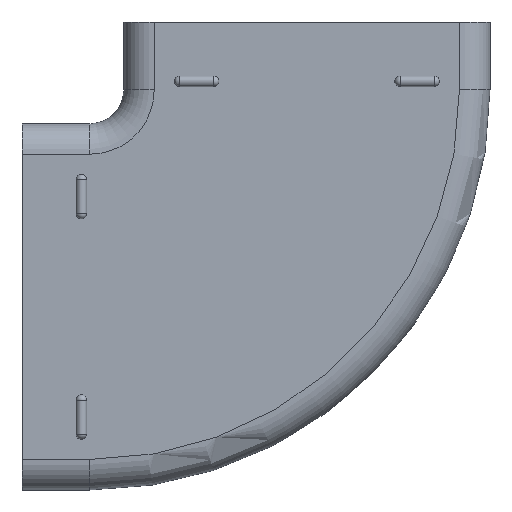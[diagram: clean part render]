
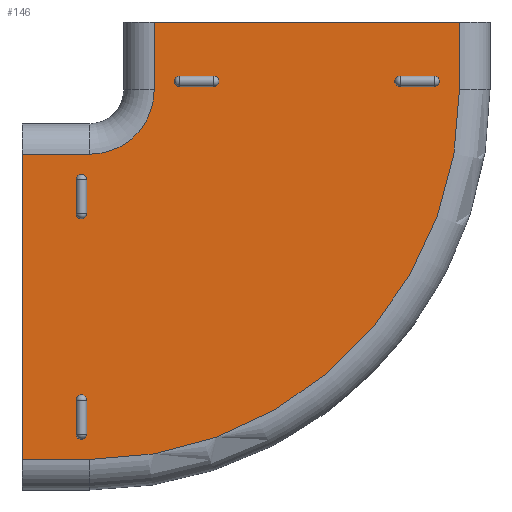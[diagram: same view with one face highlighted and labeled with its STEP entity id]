
A CAD part, front view. The second image highlights one B-rep face of the part: STEP entity #146.
In plain terms, the highlighted planar face has unit normal (0, -1, 0).
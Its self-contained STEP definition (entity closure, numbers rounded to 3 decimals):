
#146=ADVANCED_FACE('',(#333,#334,#335,#336,#337),#338,.T.);
#333=FACE_BOUND('',#635,.T.);
#334=FACE_BOUND('',#636,.T.);
#335=FACE_OUTER_BOUND('',#637,.T.);
#336=FACE_BOUND('',#638,.T.);
#337=FACE_BOUND('',#639,.T.);
#338=PLANE('',#640);
#635=EDGE_LOOP('',(#1335,#1336,#1337,#1338));
#636=EDGE_LOOP('',(#1339,#1340,#1341,#1342));
#637=EDGE_LOOP('',(#1343,#1344,#1345,#1346,#1347,#1348,#1349,#1350));
#638=EDGE_LOOP('',(#1351,#1352,#1353,#1354));
#639=EDGE_LOOP('',(#1355,#1356,#1357,#1358));
#640=AXIS2_PLACEMENT_3D('',#1359,#1360,#1361);
#1335=ORIENTED_EDGE('',*,*,#2008,.F.);
#1336=ORIENTED_EDGE('',*,*,#2010,.F.);
#1337=ORIENTED_EDGE('',*,*,#2012,.F.);
#1338=ORIENTED_EDGE('',*,*,#2005,.F.);
#1339=ORIENTED_EDGE('',*,*,#1992,.F.);
#1340=ORIENTED_EDGE('',*,*,#1994,.F.);
#1341=ORIENTED_EDGE('',*,*,#1996,.F.);
#1342=ORIENTED_EDGE('',*,*,#1989,.F.);
#1343=ORIENTED_EDGE('',*,*,#2075,.F.);
#1344=ORIENTED_EDGE('',*,*,#1917,.F.);
#1345=ORIENTED_EDGE('',*,*,#1967,.T.);
#1346=ORIENTED_EDGE('',*,*,#2070,.T.);
#1347=ORIENTED_EDGE('',*,*,#1963,.F.);
#1348=ORIENTED_EDGE('',*,*,#1912,.T.);
#1349=ORIENTED_EDGE('',*,*,#2077,.T.);
#1350=ORIENTED_EDGE('',*,*,#2078,.T.);
#1351=ORIENTED_EDGE('',*,*,#2079,.F.);
#1352=ORIENTED_EDGE('',*,*,#2080,.F.);
#1353=ORIENTED_EDGE('',*,*,#2081,.F.);
#1354=ORIENTED_EDGE('',*,*,#2082,.F.);
#1355=ORIENTED_EDGE('',*,*,#2083,.F.);
#1356=ORIENTED_EDGE('',*,*,#2084,.F.);
#1357=ORIENTED_EDGE('',*,*,#2085,.F.);
#1358=ORIENTED_EDGE('',*,*,#2086,.F.);
#1359=CARTESIAN_POINT('',(0.,-62.25,-45.0));
#1360=DIRECTION('',(0.,-1.0,0.));
#1361=DIRECTION('',(1.0,0.,0.));
#1912=EDGE_CURVE('',#2647,#2645,#2648,.T.);
#1917=EDGE_CURVE('',#2655,#2651,#2657,.T.);
#1963=EDGE_CURVE('',#2647,#2741,#2742,.T.);
#1967=EDGE_CURVE('',#2655,#2746,#2748,.T.);
#1989=EDGE_CURVE('',#2784,#2785,#2786,.T.);
#1992=EDGE_CURVE('',#2789,#2784,#2790,.T.);
#1994=EDGE_CURVE('',#2792,#2789,#2793,.T.);
#1996=EDGE_CURVE('',#2785,#2792,#2795,.T.);
#2005=EDGE_CURVE('',#2810,#2811,#2812,.T.);
#2008=EDGE_CURVE('',#2815,#2810,#2816,.T.);
#2010=EDGE_CURVE('',#2818,#2815,#2819,.T.);
#2012=EDGE_CURVE('',#2811,#2818,#2821,.T.);
#2070=EDGE_CURVE('',#2746,#2741,#2910,.T.);
#2075=EDGE_CURVE('',#2651,#2917,#2918,.T.);
#2077=EDGE_CURVE('',#2645,#2920,#2921,.T.);
#2078=EDGE_CURVE('',#2920,#2917,#2922,.T.);
#2079=EDGE_CURVE('',#2923,#2924,#2925,.T.);
#2080=EDGE_CURVE('',#2926,#2923,#2927,.T.);
#2081=EDGE_CURVE('',#2928,#2926,#2929,.T.);
#2082=EDGE_CURVE('',#2924,#2928,#2930,.T.);
#2083=EDGE_CURVE('',#2931,#2932,#2933,.T.);
#2084=EDGE_CURVE('',#2934,#2931,#2935,.T.);
#2085=EDGE_CURVE('',#2936,#2934,#2937,.T.);
#2086=EDGE_CURVE('',#2932,#2936,#2938,.T.);
#2645=VERTEX_POINT('',#3231);
#2647=VERTEX_POINT('',#3233);
#2648=CIRCLE('',#3234,218.0);
#2651=VERTEX_POINT('',#3237);
#2655=VERTEX_POINT('',#3241);
#2657=CIRCLE('',#3243,38.0);
#2741=VERTEX_POINT('',#3344);
#2742=LINE('',#3345,#3346);
#2746=VERTEX_POINT('',#3351);
#2748=LINE('',#3353,#3354);
#2784=VERTEX_POINT('',#3403);
#2785=VERTEX_POINT('',#3404);
#2786=LINE('',#3405,#3406);
#2789=VERTEX_POINT('',#3411);
#2790=CIRCLE('',#3412,3.1);
#2792=VERTEX_POINT('',#3415);
#2793=LINE('',#3416,#3417);
#2795=CIRCLE('',#3420,3.1);
#2810=VERTEX_POINT('',#3437);
#2811=VERTEX_POINT('',#3438);
#2812=LINE('',#3439,#3440);
#2815=VERTEX_POINT('',#3445);
#2816=CIRCLE('',#3446,3.1);
#2818=VERTEX_POINT('',#3449);
#2819=LINE('',#3450,#3451);
#2821=CIRCLE('',#3454,3.1);
#2910=LINE('',#3580,#3581);
#2917=VERTEX_POINT('',#3592);
#2918=LINE('',#3593,#3594);
#2920=VERTEX_POINT('',#3596);
#2921=LINE('',#3597,#3598);
#2922=LINE('',#3599,#3600);
#2923=VERTEX_POINT('',#3601);
#2924=VERTEX_POINT('',#3602);
#2925=CIRCLE('',#3603,3.1);
#2926=VERTEX_POINT('',#3604);
#2927=LINE('',#3605,#3606);
#2928=VERTEX_POINT('',#3607);
#2929=CIRCLE('',#3608,3.1);
#2930=LINE('',#3609,#3610);
#2931=VERTEX_POINT('',#3611);
#2932=VERTEX_POINT('',#3612);
#2933=CIRCLE('',#3613,3.1);
#2934=VERTEX_POINT('',#3614);
#2935=LINE('',#3615,#3616);
#2936=VERTEX_POINT('',#3617);
#2937=CIRCLE('',#3618,3.1);
#2938=LINE('',#3619,#3620);
#3231=CARTESIAN_POINT('',(90.0,-62.25,-40.0));
#3233=CARTESIAN_POINT('',(-128.0,-62.25,-258.0));
#3234=AXIS2_PLACEMENT_3D('',#4060,#4061,#4062);
#3237=CARTESIAN_POINT('',(-90.0,-62.25,-40.0));
#3241=CARTESIAN_POINT('',(-128.0,-62.25,-78.));
#3243=AXIS2_PLACEMENT_3D('',#4075,#4076,#4077);
#3344=CARTESIAN_POINT('',(-168.0,-62.25,-258.0));
#3345=CARTESIAN_POINT('',(-123.0,-62.25,-258.0));
#3346=VECTOR('',#4179,1.);
#3351=CARTESIAN_POINT('',(-168.0,-62.25,-78.));
#3353=CARTESIAN_POINT('',(-123.0,-62.25,-78.));
#3354=VECTOR('',#4187,1.);
#3403=CARTESIAN_POINT('',(-129.9,-62.25,-243.0));
#3404=CARTESIAN_POINT('',(-129.9,-62.25,-223.0));
#3405=CARTESIAN_POINT('',(-129.9,-62.25,-200.5));
#3406=VECTOR('',#4225,1.);
#3411=CARTESIAN_POINT('',(-136.1,-62.25,-243.0));
#3412=AXIS2_PLACEMENT_3D('',#4228,#4229,#4230);
#3415=CARTESIAN_POINT('',(-136.1,-62.25,-223.0));
#3416=CARTESIAN_POINT('',(-136.1,-62.25,-200.5));
#3417=VECTOR('',#4232,1.);
#3420=AXIS2_PLACEMENT_3D('',#4234,#4235,#4236);
#3437=CARTESIAN_POINT('',(-129.9,-62.25,-113.0));
#3438=CARTESIAN_POINT('',(-129.9,-62.25,-93.));
#3439=CARTESIAN_POINT('',(-129.9,-62.25,-135.5));
#3440=VECTOR('',#4257,1.0);
#3445=CARTESIAN_POINT('',(-136.1,-62.25,-113.0));
#3446=AXIS2_PLACEMENT_3D('',#4260,#4261,#4262);
#3449=CARTESIAN_POINT('',(-136.1,-62.25,-93.));
#3450=CARTESIAN_POINT('',(-136.1,-62.25,-135.5));
#3451=VECTOR('',#4264,1.0);
#3454=AXIS2_PLACEMENT_3D('',#4266,#4267,#4268);
#3580=CARTESIAN_POINT('',(-168.0,-62.25,-258.0));
#3581=VECTOR('',#4366,1.0);
#3592=CARTESIAN_POINT('',(-90.0,-62.25,0.0));
#3593=CARTESIAN_POINT('',(-90.0,-62.25,-45.0));
#3594=VECTOR('',#4371,1.);
#3596=CARTESIAN_POINT('',(90.0,-62.25,0.0));
#3597=CARTESIAN_POINT('',(90.0,-62.25,-45.0));
#3598=VECTOR('',#4375,1.);
#3599=CARTESIAN_POINT('',(-90.0,-62.25,0.0));
#3600=VECTOR('',#4376,1.0);
#3601=CARTESIAN_POINT('',(55.,-62.25,-31.9));
#3602=CARTESIAN_POINT('',(55.,-62.25,-38.1));
#3603=AXIS2_PLACEMENT_3D('',#4377,#4378,#4379);
#3604=CARTESIAN_POINT('',(75.,-62.25,-31.9));
#3605=CARTESIAN_POINT('',(32.5,-62.25,-31.9));
#3606=VECTOR('',#4380,1.0);
#3607=CARTESIAN_POINT('',(75.,-62.25,-38.1));
#3608=AXIS2_PLACEMENT_3D('',#4381,#4382,#4383);
#3609=CARTESIAN_POINT('',(32.5,-62.25,-38.1));
#3610=VECTOR('',#4384,1.0);
#3611=CARTESIAN_POINT('',(-75.,-62.25,-31.9));
#3612=CARTESIAN_POINT('',(-75.,-62.25,-38.1));
#3613=AXIS2_PLACEMENT_3D('',#4385,#4386,#4387);
#3614=CARTESIAN_POINT('',(-55.,-62.25,-31.9));
#3615=CARTESIAN_POINT('',(-32.5,-62.25,-31.9));
#3616=VECTOR('',#4388,1.);
#3617=CARTESIAN_POINT('',(-55.,-62.25,-38.1));
#3618=AXIS2_PLACEMENT_3D('',#4389,#4390,#4391);
#3619=CARTESIAN_POINT('',(-32.5,-62.25,-38.1));
#3620=VECTOR('',#4392,1.);
#4060=CARTESIAN_POINT('',(-128.0,-62.25,-40.0));
#4061=DIRECTION('',(0.0,-1.0,-0.0));
#4062=DIRECTION('',(0.,0.0,-1.0));
#4075=CARTESIAN_POINT('',(-128.0,-62.25,-40.0));
#4076=DIRECTION('',(0.0,-1.0,-0.0));
#4077=DIRECTION('',(0.,0.0,-1.0));
#4179=DIRECTION('',(-1.0,0.0,0.0));
#4187=DIRECTION('',(-1.0,0.0,0.0));
#4225=DIRECTION('',(0.0,0.,1.0));
#4228=CARTESIAN_POINT('',(-133.0,-62.25,-243.0));
#4229=DIRECTION('',(0.0,-1.0,0.));
#4230=DIRECTION('',(0.0,0.,-1.0));
#4232=DIRECTION('',(0.0,0.,-1.0));
#4234=CARTESIAN_POINT('',(-133.0,-62.25,-223.0));
#4235=DIRECTION('',(0.0,-1.0,0.));
#4236=DIRECTION('',(0.0,0.,-1.0));
#4257=DIRECTION('',(0.0,0.,1.0));
#4260=CARTESIAN_POINT('',(-133.0,-62.25,-113.0));
#4261=DIRECTION('',(0.0,-1.0,0.));
#4262=DIRECTION('',(0.0,0.,-1.0));
#4264=DIRECTION('',(0.0,0.,-1.0));
#4266=CARTESIAN_POINT('',(-133.0,-62.25,-93.));
#4267=DIRECTION('',(0.0,-1.0,0.));
#4268=DIRECTION('',(0.0,0.,-1.0));
#4366=DIRECTION('',(0.,0.,-1.0));
#4371=DIRECTION('',(0.0,0.0,1.0));
#4375=DIRECTION('',(0.0,0.0,1.0));
#4376=DIRECTION('',(-1.0,0.,0.));
#4377=CARTESIAN_POINT('',(55.,-62.25,-35.0));
#4378=DIRECTION('',(0.,-1.0,0.0));
#4379=DIRECTION('',(-1.0,0.,0.0));
#4380=DIRECTION('',(-1.0,0.,0.0));
#4381=CARTESIAN_POINT('',(75.,-62.25,-35.0));
#4382=DIRECTION('',(0.,-1.0,0.0));
#4383=DIRECTION('',(-1.0,0.,0.0));
#4384=DIRECTION('',(1.0,0.,0.0));
#4385=CARTESIAN_POINT('',(-75.,-62.25,-35.0));
#4386=DIRECTION('',(0.,-1.0,0.0));
#4387=DIRECTION('',(-1.0,0.,0.0));
#4388=DIRECTION('',(-1.0,0.,0.0));
#4389=CARTESIAN_POINT('',(-55.,-62.25,-35.0));
#4390=DIRECTION('',(0.,-1.0,0.0));
#4391=DIRECTION('',(-1.0,0.,0.0));
#4392=DIRECTION('',(1.0,0.,0.0));
